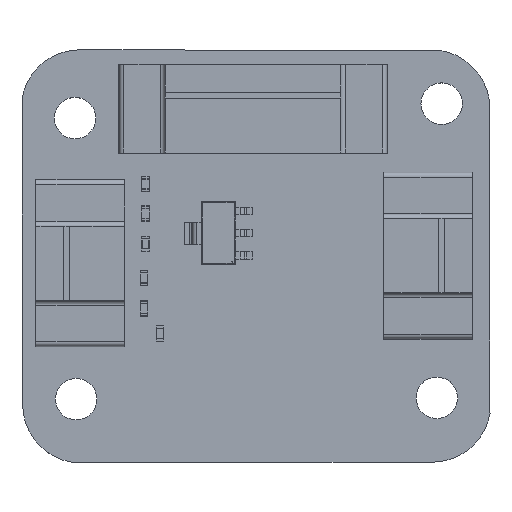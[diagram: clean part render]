
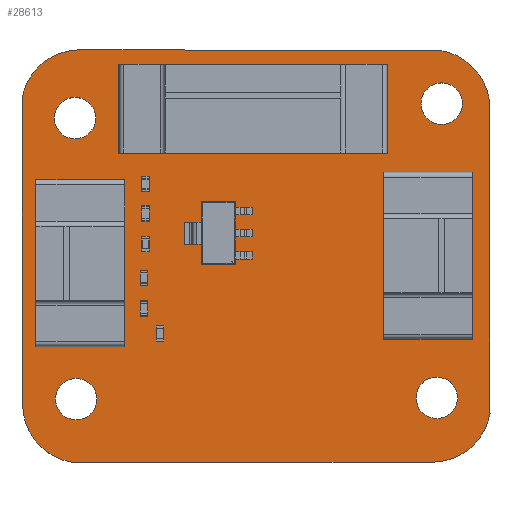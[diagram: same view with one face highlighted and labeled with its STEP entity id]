
A CAD part, top view. The second image highlights one B-rep face of the part: STEP entity #28613.
In plain terms, the highlighted planar face has unit normal (0, 0, 1).
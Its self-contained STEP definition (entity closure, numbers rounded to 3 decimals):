
#28299 = VERTEX_POINT('',#28300);
#28300 = CARTESIAN_POINT('',(165.417,-60.,1.51));
#28306 = EDGE_CURVE('',#28299,#28307,#28309,.T.);
#28307 = VERTEX_POINT('',#28308);
#28308 = CARTESIAN_POINT('',(170.5,-66.,1.51));
#28309 = CIRCLE('',#28310,6.083);
#28310 = AXIS2_PLACEMENT_3D('',#28311,#28312,#28313);
#28311 = CARTESIAN_POINT('',(164.417,-66.,1.51));
#28312 = DIRECTION('',(0.,0.,-1.));
#28313 = DIRECTION('',(0.164,0.986,0.));
#28341 = VERTEX_POINT('',#28342);
#28342 = CARTESIAN_POINT('',(128.,-59.917,1.51));
#28348 = EDGE_CURVE('',#28341,#28299,#28349,.T.);
#28349 = LINE('',#28350,#28351);
#28350 = CARTESIAN_POINT('',(128.,-59.917,1.51));
#28351 = VECTOR('',#28352,1.);
#28352 = DIRECTION('',(1.,-0.002,0.));
#28370 = EDGE_CURVE('',#28307,#28371,#28373,.T.);
#28371 = VERTEX_POINT('',#28372);
#28372 = CARTESIAN_POINT('',(170.51,-97.585,1.51));
#28373 = LINE('',#28374,#28375);
#28374 = CARTESIAN_POINT('',(170.5,-66.,1.51));
#28375 = VECTOR('',#28376,1.);
#28376 = DIRECTION('',(0.,-1.,0.));
#28613 = ADVANCED_FACE('',(#28614,#28660,#28671,#28682,#28693,#28704,
    #28715,#28726,#28737,#28748,#28759,#28770,#28781,#28792,#28803,
    #28814),#28825,.T.);
#28614 = FACE_BOUND('',#28615,.T.);
#28615 = EDGE_LOOP('',(#28616,#28617,#28618,#28627,#28635,#28644,#28652,
    #28659));
#28616 = ORIENTED_EDGE('',*,*,#28306,.F.);
#28617 = ORIENTED_EDGE('',*,*,#28348,.F.);
#28618 = ORIENTED_EDGE('',*,*,#28619,.F.);
#28619 = EDGE_CURVE('',#28620,#28341,#28622,.T.);
#28620 = VERTEX_POINT('',#28621);
#28621 = CARTESIAN_POINT('',(122.,-65.,1.51));
#28622 = CIRCLE('',#28623,6.083);
#28623 = AXIS2_PLACEMENT_3D('',#28624,#28625,#28626);
#28624 = CARTESIAN_POINT('',(128.,-66.,1.51));
#28625 = DIRECTION('',(0.,0.,-1.));
#28626 = DIRECTION('',(-0.986,0.164,0.));
#28627 = ORIENTED_EDGE('',*,*,#28628,.F.);
#28628 = EDGE_CURVE('',#28629,#28620,#28631,.T.);
#28629 = VERTEX_POINT('',#28630);
#28630 = CARTESIAN_POINT('',(122.069,-96.668,1.51));
#28631 = LINE('',#28632,#28633);
#28632 = CARTESIAN_POINT('',(122.069,-96.668,1.51));
#28633 = VECTOR('',#28634,1.);
#28634 = DIRECTION('',(-0.002,1.,0.));
#28635 = ORIENTED_EDGE('',*,*,#28636,.F.);
#28636 = EDGE_CURVE('',#28637,#28629,#28639,.T.);
#28637 = VERTEX_POINT('',#28638);
#28638 = CARTESIAN_POINT('',(127.151,-102.668,1.51));
#28639 = CIRCLE('',#28640,6.083);
#28640 = AXIS2_PLACEMENT_3D('',#28641,#28642,#28643);
#28641 = CARTESIAN_POINT('',(128.151,-96.668,1.51));
#28642 = DIRECTION('',(0.,0.,-1.));
#28643 = DIRECTION('',(-0.164,-0.986,-0.));
#28644 = ORIENTED_EDGE('',*,*,#28645,.F.);
#28645 = EDGE_CURVE('',#28646,#28637,#28648,.T.);
#28646 = VERTEX_POINT('',#28647);
#28647 = CARTESIAN_POINT('',(164.51,-102.668,1.51));
#28648 = LINE('',#28649,#28650);
#28649 = CARTESIAN_POINT('',(164.51,-102.668,1.51));
#28650 = VECTOR('',#28651,1.);
#28651 = DIRECTION('',(-1.,0.,0.));
#28652 = ORIENTED_EDGE('',*,*,#28653,.F.);
#28653 = EDGE_CURVE('',#28371,#28646,#28654,.T.);
#28654 = CIRCLE('',#28655,6.083);
#28655 = AXIS2_PLACEMENT_3D('',#28656,#28657,#28658);
#28656 = CARTESIAN_POINT('',(164.51,-96.585,1.51));
#28657 = DIRECTION('',(0.,0.,-1.));
#28658 = DIRECTION('',(0.986,-0.164,0.));
#28659 = ORIENTED_EDGE('',*,*,#28370,.F.);
#28660 = FACE_BOUND('',#28661,.T.);
#28661 = EDGE_LOOP('',(#28662));
#28662 = ORIENTED_EDGE('',*,*,#28663,.T.);
#28663 = EDGE_CURVE('',#28664,#28664,#28666,.T.);
#28664 = VERTEX_POINT('',#28665);
#28665 = CARTESIAN_POINT('',(127.61,-98.28,1.51));
#28666 = CIRCLE('',#28667,2.15);
#28667 = AXIS2_PLACEMENT_3D('',#28668,#28669,#28670);
#28668 = CARTESIAN_POINT('',(127.61,-96.13,1.51));
#28669 = DIRECTION('',(-0.,0.,-1.));
#28670 = DIRECTION('',(0.,-1.,-0.));
#28671 = FACE_BOUND('',#28672,.T.);
#28672 = EDGE_LOOP('',(#28673));
#28673 = ORIENTED_EDGE('',*,*,#28674,.T.);
#28674 = EDGE_CURVE('',#28675,#28675,#28677,.T.);
#28675 = VERTEX_POINT('',#28676);
#28676 = CARTESIAN_POINT('',(131.433,-84.405,1.51));
#28677 = CIRCLE('',#28678,0.6);
#28678 = AXIS2_PLACEMENT_3D('',#28679,#28680,#28681);
#28679 = CARTESIAN_POINT('',(131.433,-83.805,1.51));
#28680 = DIRECTION('',(-0.,0.,-1.));
#28681 = DIRECTION('',(-0.,-1.,0.));
#28682 = FACE_BOUND('',#28683,.T.);
#28683 = EDGE_LOOP('',(#28684));
#28684 = ORIENTED_EDGE('',*,*,#28685,.T.);
#28685 = EDGE_CURVE('',#28686,#28686,#28688,.T.);
#28686 = VERTEX_POINT('',#28687);
#28687 = CARTESIAN_POINT('',(165.,-98.15,1.51));
#28688 = CIRCLE('',#28689,2.15);
#28689 = AXIS2_PLACEMENT_3D('',#28690,#28691,#28692);
#28690 = CARTESIAN_POINT('',(165.,-96.,1.51));
#28691 = DIRECTION('',(-0.,0.,-1.));
#28692 = DIRECTION('',(-0.,-1.,0.));
#28693 = FACE_BOUND('',#28694,.T.);
#28694 = EDGE_LOOP('',(#28695));
#28695 = ORIENTED_EDGE('',*,*,#28696,.T.);
#28696 = EDGE_CURVE('',#28697,#28697,#28699,.T.);
#28697 = VERTEX_POINT('',#28698);
#28698 = CARTESIAN_POINT('',(160.69,-83.62,1.51));
#28699 = CIRCLE('',#28700,0.6);
#28700 = AXIS2_PLACEMENT_3D('',#28701,#28702,#28703);
#28701 = CARTESIAN_POINT('',(160.69,-83.02,1.51));
#28702 = DIRECTION('',(-0.,0.,-1.));
#28703 = DIRECTION('',(-0.,-1.,0.));
#28704 = FACE_BOUND('',#28705,.T.);
#28705 = EDGE_LOOP('',(#28706));
#28706 = ORIENTED_EDGE('',*,*,#28707,.T.);
#28707 = EDGE_CURVE('',#28708,#28708,#28710,.T.);
#28708 = VERTEX_POINT('',#28709);
#28709 = CARTESIAN_POINT('',(131.433,-80.905,1.51));
#28710 = CIRCLE('',#28711,0.6);
#28711 = AXIS2_PLACEMENT_3D('',#28712,#28713,#28714);
#28712 = CARTESIAN_POINT('',(131.433,-80.305,1.51));
#28713 = DIRECTION('',(-0.,0.,-1.));
#28714 = DIRECTION('',(-0.,-1.,0.));
#28715 = FACE_BOUND('',#28716,.T.);
#28716 = EDGE_LOOP('',(#28717));
#28717 = ORIENTED_EDGE('',*,*,#28718,.T.);
#28718 = EDGE_CURVE('',#28719,#28719,#28721,.T.);
#28719 = VERTEX_POINT('',#28720);
#28720 = CARTESIAN_POINT('',(134.645,-69.733,1.51));
#28721 = CIRCLE('',#28722,1.2);
#28722 = AXIS2_PLACEMENT_3D('',#28723,#28724,#28725);
#28723 = CARTESIAN_POINT('',(134.645,-68.533,1.51));
#28724 = DIRECTION('',(-0.,0.,-1.));
#28725 = DIRECTION('',(0.,-1.,-0.));
#28726 = FACE_BOUND('',#28727,.T.);
#28727 = EDGE_LOOP('',(#28728));
#28728 = ORIENTED_EDGE('',*,*,#28729,.T.);
#28729 = EDGE_CURVE('',#28730,#28730,#28732,.T.);
#28730 = VERTEX_POINT('',#28731);
#28731 = CARTESIAN_POINT('',(127.5,-69.15,1.51));
#28732 = CIRCLE('',#28733,2.15);
#28733 = AXIS2_PLACEMENT_3D('',#28734,#28735,#28736);
#28734 = CARTESIAN_POINT('',(127.5,-67.,1.51));
#28735 = DIRECTION('',(-0.,0.,-1.));
#28736 = DIRECTION('',(-0.,-1.,0.));
#28737 = FACE_BOUND('',#28738,.T.);
#28738 = EDGE_LOOP('',(#28739));
#28739 = ORIENTED_EDGE('',*,*,#28740,.T.);
#28740 = EDGE_CURVE('',#28741,#28741,#28743,.T.);
#28741 = VERTEX_POINT('',#28742);
#28742 = CARTESIAN_POINT('',(138.945,-70.033,1.51));
#28743 = CIRCLE('',#28744,0.6);
#28744 = AXIS2_PLACEMENT_3D('',#28745,#28746,#28747);
#28745 = CARTESIAN_POINT('',(138.945,-69.433,1.51));
#28746 = DIRECTION('',(-0.,0.,-1.));
#28747 = DIRECTION('',(-0.,-1.,0.));
#28748 = FACE_BOUND('',#28749,.T.);
#28749 = EDGE_LOOP('',(#28750));
#28750 = ORIENTED_EDGE('',*,*,#28751,.T.);
#28751 = EDGE_CURVE('',#28752,#28752,#28754,.T.);
#28752 = VERTEX_POINT('',#28753);
#28753 = CARTESIAN_POINT('',(142.445,-70.033,1.51));
#28754 = CIRCLE('',#28755,0.6);
#28755 = AXIS2_PLACEMENT_3D('',#28756,#28757,#28758);
#28756 = CARTESIAN_POINT('',(142.445,-69.433,1.51));
#28757 = DIRECTION('',(-0.,0.,-1.));
#28758 = DIRECTION('',(-0.,-1.,0.));
#28759 = FACE_BOUND('',#28760,.T.);
#28760 = EDGE_LOOP('',(#28761));
#28761 = ORIENTED_EDGE('',*,*,#28762,.T.);
#28762 = EDGE_CURVE('',#28763,#28763,#28765,.T.);
#28763 = VERTEX_POINT('',#28764);
#28764 = CARTESIAN_POINT('',(145.945,-70.033,1.51));
#28765 = CIRCLE('',#28766,0.6);
#28766 = AXIS2_PLACEMENT_3D('',#28767,#28768,#28769);
#28767 = CARTESIAN_POINT('',(145.945,-69.433,1.51));
#28768 = DIRECTION('',(-0.,0.,-1.));
#28769 = DIRECTION('',(-0.,-1.,0.));
#28770 = FACE_BOUND('',#28771,.T.);
#28771 = EDGE_LOOP('',(#28772));
#28772 = ORIENTED_EDGE('',*,*,#28773,.T.);
#28773 = EDGE_CURVE('',#28774,#28774,#28776,.T.);
#28774 = VERTEX_POINT('',#28775);
#28775 = CARTESIAN_POINT('',(160.69,-80.12,1.51));
#28776 = CIRCLE('',#28777,0.6);
#28777 = AXIS2_PLACEMENT_3D('',#28778,#28779,#28780);
#28778 = CARTESIAN_POINT('',(160.69,-79.52,1.51));
#28779 = DIRECTION('',(-0.,0.,-1.));
#28780 = DIRECTION('',(-0.,-1.,0.));
#28781 = FACE_BOUND('',#28782,.T.);
#28782 = EDGE_LOOP('',(#28783));
#28783 = ORIENTED_EDGE('',*,*,#28784,.T.);
#28784 = EDGE_CURVE('',#28785,#28785,#28787,.T.);
#28785 = VERTEX_POINT('',#28786);
#28786 = CARTESIAN_POINT('',(149.445,-70.033,1.51));
#28787 = CIRCLE('',#28788,0.6);
#28788 = AXIS2_PLACEMENT_3D('',#28789,#28790,#28791);
#28789 = CARTESIAN_POINT('',(149.445,-69.433,1.51));
#28790 = DIRECTION('',(-0.,0.,-1.));
#28791 = DIRECTION('',(-0.,-1.,0.));
#28792 = FACE_BOUND('',#28793,.T.);
#28793 = EDGE_LOOP('',(#28794));
#28794 = ORIENTED_EDGE('',*,*,#28795,.T.);
#28795 = EDGE_CURVE('',#28796,#28796,#28798,.T.);
#28796 = VERTEX_POINT('',#28797);
#28797 = CARTESIAN_POINT('',(152.945,-70.033,1.51));
#28798 = CIRCLE('',#28799,0.6);
#28799 = AXIS2_PLACEMENT_3D('',#28800,#28801,#28802);
#28800 = CARTESIAN_POINT('',(152.945,-69.433,1.51));
#28801 = DIRECTION('',(-0.,0.,-1.));
#28802 = DIRECTION('',(-0.,-1.,0.));
#28803 = FACE_BOUND('',#28804,.T.);
#28804 = EDGE_LOOP('',(#28805));
#28805 = ORIENTED_EDGE('',*,*,#28806,.T.);
#28806 = EDGE_CURVE('',#28807,#28807,#28809,.T.);
#28807 = VERTEX_POINT('',#28808);
#28808 = CARTESIAN_POINT('',(157.245,-69.733,1.51));
#28809 = CIRCLE('',#28810,1.2);
#28810 = AXIS2_PLACEMENT_3D('',#28811,#28812,#28813);
#28811 = CARTESIAN_POINT('',(157.245,-68.533,1.51));
#28812 = DIRECTION('',(-0.,0.,-1.));
#28813 = DIRECTION('',(-0.,-1.,0.));
#28814 = FACE_BOUND('',#28815,.T.);
#28815 = EDGE_LOOP('',(#28816));
#28816 = ORIENTED_EDGE('',*,*,#28817,.T.);
#28817 = EDGE_CURVE('',#28818,#28818,#28820,.T.);
#28818 = VERTEX_POINT('',#28819);
#28819 = CARTESIAN_POINT('',(165.5,-67.65,1.51));
#28820 = CIRCLE('',#28821,2.15);
#28821 = AXIS2_PLACEMENT_3D('',#28822,#28823,#28824);
#28822 = CARTESIAN_POINT('',(165.5,-65.5,1.51));
#28823 = DIRECTION('',(-0.,0.,-1.));
#28824 = DIRECTION('',(-0.,-1.,0.));
#28825 = PLANE('',#28826);
#28826 = AXIS2_PLACEMENT_3D('',#28827,#28828,#28829);
#28827 = CARTESIAN_POINT('',(0.,0.,1.51));
#28828 = DIRECTION('',(0.,0.,1.));
#28829 = DIRECTION('',(1.,0.,-0.));
